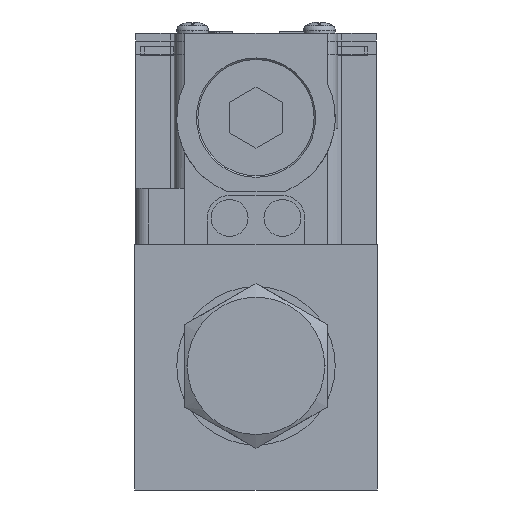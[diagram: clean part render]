
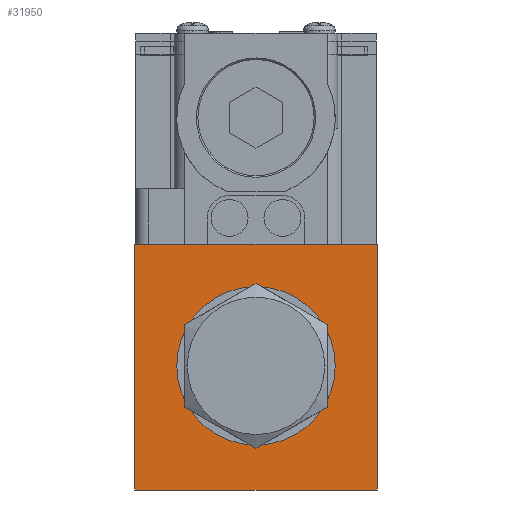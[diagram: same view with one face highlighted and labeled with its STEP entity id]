
A CAD part, left-side view. The second image highlights one B-rep face of the part: STEP entity #31950.
In plain terms, the highlighted planar face has unit normal (-1, 0, 0).
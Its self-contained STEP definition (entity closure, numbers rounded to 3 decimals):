
#637 = VERTEX_POINT ( 'NONE', #17832 ) ;
#1379 = DIRECTION ( 'NONE',  ( -1., 0., 0. ) ) ;
#2035 = VECTOR ( 'NONE', #14689, 1000. ) ;
#3371 = ORIENTED_EDGE ( 'NONE', *, *, #33768, .F. ) ;
#5340 = LINE ( 'NONE', #36987, #2035 ) ;
#6121 = DIRECTION ( 'NONE',  ( 0., 0., -1. ) ) ;
#7332 = EDGE_CURVE ( 'NONE', #637, #33756, #26247, .T. ) ;
#7345 = CARTESIAN_POINT ( 'NONE',  ( 0., 23.5, 38. ) ) ;
#7602 = CARTESIAN_POINT ( 'NONE',  ( 0., 0., 46. ) ) ;
#7836 = EDGE_CURVE ( 'NONE', #13777, #13951, #40810, .T. ) ;
#8317 = EDGE_CURVE ( 'NONE', #41892, #22485, #18156, .T. ) ;
#8375 = FACE_BOUND ( 'NONE', #36789, .T. ) ;
#11730 = CARTESIAN_POINT ( 'NONE',  ( 0., 0., 0. ) ) ;
#12272 = CARTESIAN_POINT ( 'NONE',  ( 0., 23.5, 23. ) ) ;
#13336 = VECTOR ( 'NONE', #39199, 1000. ) ;
#13777 = VERTEX_POINT ( 'NONE', #25869 ) ;
#13951 = VERTEX_POINT ( 'NONE', #7602 ) ;
#14689 = DIRECTION ( 'NONE',  ( 0., 1., 0. ) ) ;
#16108 = AXIS2_PLACEMENT_3D ( 'NONE', #12272, #31376, #6121 ) ;
#17500 = ORIENTED_EDGE ( 'NONE', *, *, #17534, .T. ) ;
#17520 = FACE_OUTER_BOUND ( 'NONE', #28177, .T. ) ;
#17534 = EDGE_CURVE ( 'NONE', #22485, #41892, #34405, .T. ) ;
#17832 = CARTESIAN_POINT ( 'NONE',  ( 0., 46.5, 0. ) ) ;
#18156 = CIRCLE ( 'NONE', #26298, 15. ) ;
#18627 = ORIENTED_EDGE ( 'NONE', *, *, #7332, .F. ) ;
#20533 = ORIENTED_EDGE ( 'NONE', *, *, #39807, .T. ) ;
#20866 = VECTOR ( 'NONE', #24686, 1000. ) ;
#21176 = CARTESIAN_POINT ( 'NONE',  ( 0., 23.5, 8. ) ) ;
#22485 = VERTEX_POINT ( 'NONE', #7345 ) ;
#22658 = AXIS2_PLACEMENT_3D ( 'NONE', #33640, #1379, #30861 ) ;
#24686 = DIRECTION ( 'NONE',  ( 0., 0., 1. ) ) ;
#25869 = CARTESIAN_POINT ( 'NONE',  ( 0., 0., 0. ) ) ;
#26247 = LINE ( 'NONE', #29841, #13336 ) ;
#26298 = AXIS2_PLACEMENT_3D ( 'NONE', #39361, #32977, #35955 ) ;
#26459 = ORIENTED_EDGE ( 'NONE', *, *, #7836, .T. ) ;
#28177 = EDGE_LOOP ( 'NONE', ( #20533, #18627, #3371, #26459 ) ) ;
#28219 = LINE ( 'NONE', #31395, #33646 ) ;
#28300 = ORIENTED_EDGE ( 'NONE', *, *, #8317, .T. ) ;
#29841 = CARTESIAN_POINT ( 'NONE',  ( 0., 46.5, 0. ) ) ;
#30861 = DIRECTION ( 'NONE',  ( 0., 0., 1. ) ) ;
#31376 = DIRECTION ( 'NONE',  ( 1., 0., 0. ) ) ;
#31395 = CARTESIAN_POINT ( 'NONE',  ( 0., 0., 0. ) ) ;
#31950 = ADVANCED_FACE ( 'NONE', ( #17520, #8375 ), #37032, .T. ) ;
#32977 = DIRECTION ( 'NONE',  ( 1., 0., 0. ) ) ;
#33640 = CARTESIAN_POINT ( 'NONE',  ( 0., 0., 0. ) ) ;
#33646 = VECTOR ( 'NONE', #35224, 1000. ) ;
#33756 = VERTEX_POINT ( 'NONE', #40952 ) ;
#33768 = EDGE_CURVE ( 'NONE', #13777, #637, #28219, .T. ) ;
#34405 = CIRCLE ( 'NONE', #16108, 15. ) ;
#35224 = DIRECTION ( 'NONE',  ( 0., 1., 0. ) ) ;
#35955 = DIRECTION ( 'NONE',  ( 0., 0., -1. ) ) ;
#36789 = EDGE_LOOP ( 'NONE', ( #28300, #17500 ) ) ;
#36987 = CARTESIAN_POINT ( 'NONE',  ( 0., 0., 46. ) ) ;
#37032 = PLANE ( 'NONE',  #22658 ) ;
#39199 = DIRECTION ( 'NONE',  ( 0., 0., 1. ) ) ;
#39361 = CARTESIAN_POINT ( 'NONE',  ( 0., 23.5, 23. ) ) ;
#39807 = EDGE_CURVE ( 'NONE', #13951, #33756, #5340, .T. ) ;
#40810 = LINE ( 'NONE', #11730, #20866 ) ;
#40952 = CARTESIAN_POINT ( 'NONE',  ( 0., 46.5, 46. ) ) ;
#41892 = VERTEX_POINT ( 'NONE', #21176 ) ;
